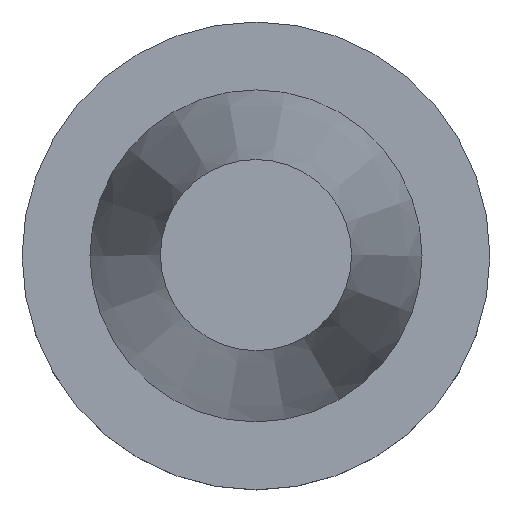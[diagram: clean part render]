
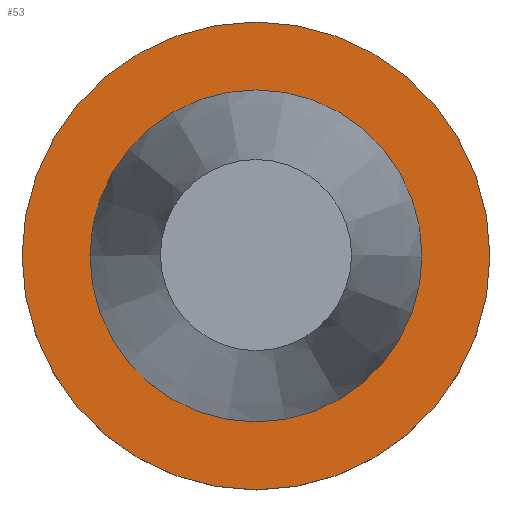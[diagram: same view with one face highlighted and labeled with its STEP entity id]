
A CAD part, top view. The second image highlights one B-rep face of the part: STEP entity #53.
In plain terms, the highlighted planar face has unit normal (0, 0, 1).
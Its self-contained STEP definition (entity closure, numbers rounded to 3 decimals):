
#53=ADVANCED_FACE('',(#81,#82),#64,.T.);
#64=PLANE('',#249);
#81=FACE_BOUND('',#109,.T.);
#82=FACE_BOUND('',#110,.T.);
#109=EDGE_LOOP('',(#139));
#110=EDGE_LOOP('',(#140));
#139=ORIENTED_EDGE('',*,*,#179,.T.);
#140=ORIENTED_EDGE('',*,*,#178,.F.);
#163=VERTEX_POINT('',#361);
#164=VERTEX_POINT('',#364);
#178=EDGE_CURVE('',#163,#163,#193,.T.);
#179=EDGE_CURVE('',#164,#164,#194,.T.);
#193=CIRCLE('',#246,49.21);
#194=CIRCLE('',#248,34.925);
#246=AXIS2_PLACEMENT_3D('',#360,#296,#297);
#248=AXIS2_PLACEMENT_3D('',#363,#300,#301);
#249=AXIS2_PLACEMENT_3D('',#365,#302,#303);
#296=DIRECTION('',(0.,0.,-1.));
#297=DIRECTION('',(-1.,0.,0.));
#300=DIRECTION('',(0.,0.,-1.));
#301=DIRECTION('',(-1.,0.,0.));
#302=DIRECTION('',(0.,0.,1.));
#303=DIRECTION('',(1.,0.,0.));
#360=CARTESIAN_POINT('',(0.,0.,-3.2));
#361=CARTESIAN_POINT('',(-49.21,0.,-3.2));
#363=CARTESIAN_POINT('',(0.,0.,-3.2));
#364=CARTESIAN_POINT('',(-34.925,0.,-3.2));
#365=CARTESIAN_POINT('',(34.797,34.797,-3.2));
